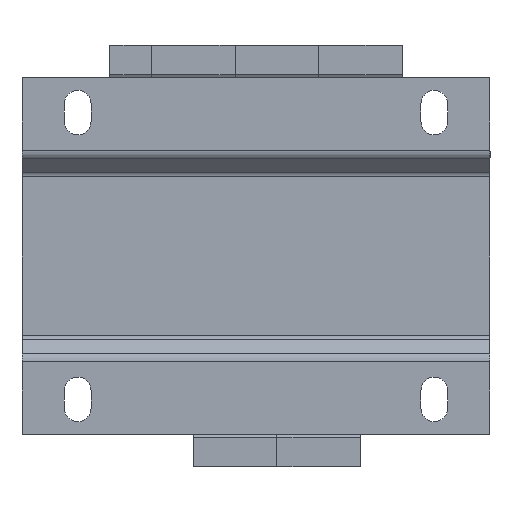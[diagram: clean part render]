
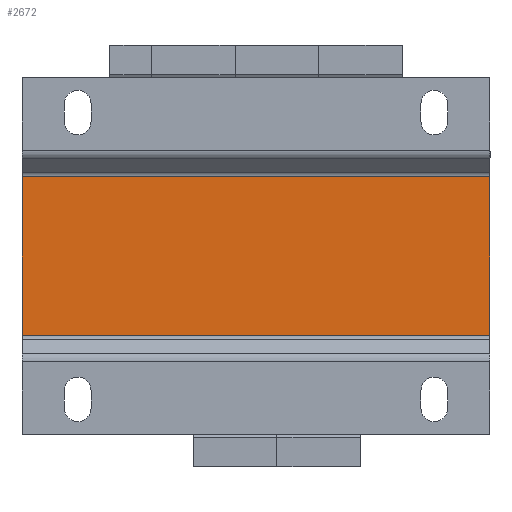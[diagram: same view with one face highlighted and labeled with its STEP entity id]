
A CAD part, front view. The second image highlights one B-rep face of the part: STEP entity #2672.
In plain terms, the highlighted planar face has unit normal (0, -1, 0).
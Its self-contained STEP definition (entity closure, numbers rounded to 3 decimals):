
#125 = ORIENTED_EDGE ( 'NONE', *, *, #9211, .F. ) ;
#551 = EDGE_LOOP ( 'NONE', ( #125, #1956, #1016, #680 ) ) ;
#680 = ORIENTED_EDGE ( 'NONE', *, *, #3701, .F. ) ;
#925 = EDGE_CURVE ( 'Defeature ausgef�hrt1_89+Defeature ausgef�hrt1_111+Defeature ausgef�hrt1_94+Defeature ausgef�hrt1_95', #5817, #4287, #8871, .T. ) ;
#996 = EDGE_CURVE ( 'Defeature ausgef�hrt1_95+Defeature ausgef�hrt1_89+Defeature ausgef�hrt1_97+Defeature ausgef�hrt1_110', #8163, #4287, #1279, .T. ) ;
#1016 = ORIENTED_EDGE ( 'NONE', *, *, #996, .F. ) ;
#1134 = VECTOR ( 'NONE', #3646, 1000. ) ;
#1279 = LINE ( 'NONE', #5414, #5550 ) ;
#1956 = ORIENTED_EDGE ( 'NONE', *, *, #925, .T. ) ;
#1999 = VECTOR ( 'NONE', #8203, 1000. ) ;
#2041 = LINE ( 'NONE', #2808, #3716 ) ;
#2672 = ADVANCED_FACE ( 'Defeature ausgef�hrt1_89', ( #5160 ), #2896, .F. ) ;
#2808 = CARTESIAN_POINT ( 'NONE',  ( 0., -36., 14.25 ) ) ;
#2896 = PLANE ( 'NONE',  #3544 ) ;
#2968 = CARTESIAN_POINT ( 'NONE',  ( 0., -36., -14.25 ) ) ;
#3544 = AXIS2_PLACEMENT_3D ( 'NONE', #3686, #7362, #6639 ) ;
#3646 = DIRECTION ( 'NONE',  ( 0., 0., 1. ) ) ;
#3686 = CARTESIAN_POINT ( 'NONE',  ( 0., -36., 0. ) ) ;
#3701 = EDGE_CURVE ( 'Defeature ausgef�hrt1_98+Defeature ausgef�hrt1_89+Defeature ausgef�hrt1_96+Defeature ausgef�hrt1_97', #5057, #8163, #2041, .T. ) ;
#3716 = VECTOR ( 'NONE', #6594, 1000. ) ;
#4287 = VERTEX_POINT ( 'NONE', #5667 ) ;
#4439 = CARTESIAN_POINT ( 'NONE',  ( -42., -36., 14.25 ) ) ;
#4599 = LINE ( 'NONE', #6638, #1134 ) ;
#5057 = VERTEX_POINT ( 'NONE', #4439 ) ;
#5160 = FACE_OUTER_BOUND ( 'NONE', #551, .T. ) ;
#5414 = CARTESIAN_POINT ( 'NONE',  ( 42., -36., 32. ) ) ;
#5530 = CARTESIAN_POINT ( 'NONE',  ( -42., -36., -14.25 ) ) ;
#5550 = VECTOR ( 'NONE', #9791, 1000. ) ;
#5667 = CARTESIAN_POINT ( 'NONE',  ( 42., -36., -14.25 ) ) ;
#5817 = VERTEX_POINT ( 'NONE', #5530 ) ;
#6594 = DIRECTION ( 'NONE',  ( 1., 0., 0. ) ) ;
#6638 = CARTESIAN_POINT ( 'NONE',  ( -42., -36., 32. ) ) ;
#6639 = DIRECTION ( 'NONE',  ( 0., 0., -1. ) ) ;
#7362 = DIRECTION ( 'NONE',  ( 0., 1., 0. ) ) ;
#7970 = CARTESIAN_POINT ( 'NONE',  ( 42., -36., 14.25 ) ) ;
#8163 = VERTEX_POINT ( 'NONE', #7970 ) ;
#8203 = DIRECTION ( 'NONE',  ( 1., 0., 0. ) ) ;
#8871 = LINE ( 'NONE', #2968, #1999 ) ;
#9211 = EDGE_CURVE ( 'Defeature ausgef�hrt1_94+Defeature ausgef�hrt1_89+Defeature ausgef�hrt1_109+Defeature ausgef�hrt1_96', #5817, #5057, #4599, .T. ) ;
#9791 = DIRECTION ( 'NONE',  ( 0., 0., -1. ) ) ;
